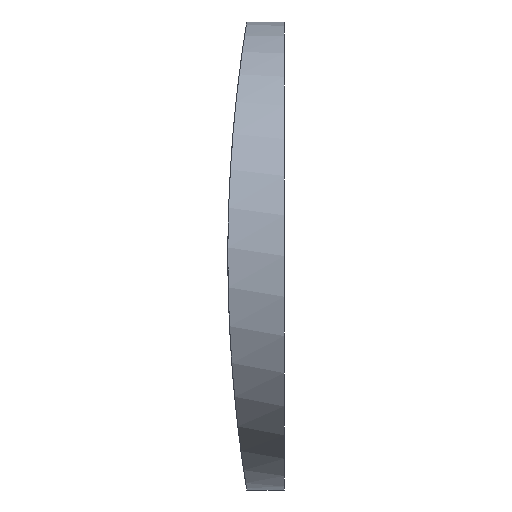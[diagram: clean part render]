
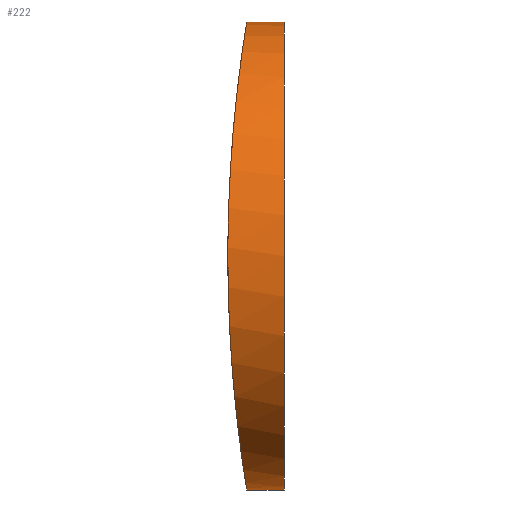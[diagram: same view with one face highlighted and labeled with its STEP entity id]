
A CAD part, front view. The second image highlights one B-rep face of the part: STEP entity #222.
In plain terms, the highlighted cylindrical face has radius 12.5 mm (diameter 25 mm), a partial arc.
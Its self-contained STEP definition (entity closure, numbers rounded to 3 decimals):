
#2 = CARTESIAN_POINT ( 'NONE',  ( -73.195, 0., 0.827 ) ) ;
#4 = DIRECTION ( 'NONE',  ( 0., 0., -1. ) ) ;
#5 = CARTESIAN_POINT ( 'NONE',  ( -72.181, 12.5, 12.5 ) ) ;
#6 = CARTESIAN_POINT ( 'NONE',  ( -73.023, 1.114, 5.174 ) ) ;
#7 = CARTESIAN_POINT ( 'NONE',  ( -73.069, 0.802, 4.423 ) ) ;
#8 = CARTESIAN_POINT ( 'NONE',  ( -73.144, 0.32, -2.838 ) ) ;
#10 = CARTESIAN_POINT ( 'NONE',  ( -72.997, 1.288, 5.542 ) ) ;
#11 = CARTESIAN_POINT ( 'NONE',  ( -72.656, 3.952, 9.129 ) ) ;
#13 = EDGE_CURVE ( 'NONE', #96, #184, #108, .T. ) ;
#14 = CARTESIAN_POINT ( 'NONE',  ( -72.378, 6.956, 11.233 ) ) ;
#16 = CARTESIAN_POINT ( 'NONE',  ( -72.307, 8.09, 11.703 ) ) ;
#18 = CARTESIAN_POINT ( 'NONE',  ( -72.525, 5.221, 10.17 ) ) ;
#20 = VECTOR ( 'NONE', #152, 1000. ) ;
#24 = CARTESIAN_POINT ( 'NONE',  ( -72.181, 12.5, -12.5 ) ) ;
#28 = CARTESIAN_POINT ( 'NONE',  ( -73.127, 0.425, 3.257 ) ) ;
#29 = B_SPLINE_CURVE_WITH_KNOTS ( 'NONE', 3,
 ( #41, #127, #39, #33, #34, #35, #16, #14, #31, #18, #104, #215, #11, #58, #59, #37, #52, #10, #6, #7, #87, #28, #55, #50, #2, #194, #60, #8, #172, #90, #94, #91, #120, #191, #117, #129, #130, #121, #139, #122, #126, #131, #133, #136, #142, #143, #145, #153, #155, #141 ),
 .UNSPECIFIED., .F., .F.,
 ( 4, 2, 2, 2, 2, 2, 2, 2, 2, 2, 2, 2, 2, 2, 2, 2, 2, 2, 2, 2, 2, 2, 2, 2, 4 ),
 ( 0.02, 0.022, 0.023, 0.024, 0.027, 0.028, 0.029, 0.032, 0.033, 0.034, 0.035, 0.037, 0.039, 0.042, 0.043, 0.044, 0.046, 0.048, 0.049, 0.051, 0.053, 0.054, 0.055, 0.056, 0.059 ),
 .UNSPECIFIED. ) ;
#31 = CARTESIAN_POINT ( 'NONE',  ( -72.433, 6.238, 10.849 ) ) ;
#33 = CARTESIAN_POINT ( 'NONE',  ( -72.232, 9.662, 12.18 ) ) ;
#34 = CARTESIAN_POINT ( 'NONE',  ( -72.248, 9.265, 12.081 ) ) ;
#35 = CARTESIAN_POINT ( 'NONE',  ( -72.285, 8.48, 11.843 ) ) ;
#37 = CARTESIAN_POINT ( 'NONE',  ( -72.913, 1.886, 6.616 ) ) ;
#39 = CARTESIAN_POINT ( 'NONE',  ( -72.194, 10.861, 12.419 ) ) ;
#41 = CARTESIAN_POINT ( 'NONE',  ( -72.181, 12.5, 12.5 ) ) ;
#50 = CARTESIAN_POINT ( 'NONE',  ( -73.182, 0.081, 1.645 ) ) ;
#52 = CARTESIAN_POINT ( 'NONE',  ( -72.942, 1.674, 6.262 ) ) ;
#53 = FACE_OUTER_BOUND ( 'NONE', #63, .T. ) ;
#54 = CARTESIAN_POINT ( 'NONE',  ( -70.185, 12.5, 12.5 ) ) ;
#55 = CARTESIAN_POINT ( 'NONE',  ( -73.143, 0.324, 2.856 ) ) ;
#58 = CARTESIAN_POINT ( 'NONE',  ( -72.755, 3.089, 8.267 ) ) ;
#59 = CARTESIAN_POINT ( 'NONE',  ( -72.821, 2.572, 7.639 ) ) ;
#60 = CARTESIAN_POINT ( 'NONE',  ( -73.182, 0.081, -1.639 ) ) ;
#63 = EDGE_LOOP ( 'NONE', ( #204, #231, #66, #200 ) ) ;
#66 = ORIENTED_EDGE ( 'NONE', *, *, #217, .T. ) ;
#83 = EDGE_CURVE ( 'NONE', #184, #148, #226, .T. ) ;
#86 = VERTEX_POINT ( 'NONE', #24 ) ;
#87 = CARTESIAN_POINT ( 'NONE',  ( -73.09, 0.664, 4.04 ) ) ;
#90 = CARTESIAN_POINT ( 'NONE',  ( -73.092, 0.657, -4.02 ) ) ;
#91 = CARTESIAN_POINT ( 'NONE',  ( -73., 1.267, -5.544 ) ) ;
#94 = CARTESIAN_POINT ( 'NONE',  ( -73.07, 0.797, -4.41 ) ) ;
#96 = VERTEX_POINT ( 'NONE', #5 ) ;
#98 = LINE ( 'NONE', #161, #20 ) ;
#99 = AXIS2_PLACEMENT_3D ( 'NONE', #170, #157, #158 ) ;
#102 = CARTESIAN_POINT ( 'NONE',  ( -70.185, 12.5, -12.5 ) ) ;
#104 = CARTESIAN_POINT ( 'NONE',  ( -72.558, 4.89, 9.925 ) ) ;
#108 = LINE ( 'NONE', #180, #219 ) ;
#117 = CARTESIAN_POINT ( 'NONE',  ( -72.821, 2.575, -7.611 ) ) ;
#118 = CYLINDRICAL_SURFACE ( 'NONE', #99, 12.5 ) ;
#120 = CARTESIAN_POINT ( 'NONE',  ( -72.945, 1.651, -6.261 ) ) ;
#121 = CARTESIAN_POINT ( 'NONE',  ( -72.624, 4.233, -9.411 ) ) ;
#122 = CARTESIAN_POINT ( 'NONE',  ( -72.465, 5.884, -10.614 ) ) ;
#126 = CARTESIAN_POINT ( 'NONE',  ( -72.436, 6.238, -10.826 ) ) ;
#127 = CARTESIAN_POINT ( 'NONE',  ( -72.181, 11.673, 12.5 ) ) ;
#129 = CARTESIAN_POINT ( 'NONE',  ( -72.756, 3.096, -8.246 ) ) ;
#130 = CARTESIAN_POINT ( 'NONE',  ( -72.723, 3.371, -8.548 ) ) ;
#131 = CARTESIAN_POINT ( 'NONE',  ( -72.38, 6.958, -11.212 ) ) ;
#133 = CARTESIAN_POINT ( 'NONE',  ( -72.355, 7.326, -11.386 ) ) ;
#136 = CARTESIAN_POINT ( 'NONE',  ( -72.308, 8.077, -11.698 ) ) ;
#139 = CARTESIAN_POINT ( 'NONE',  ( -72.558, 4.861, -9.928 ) ) ;
#141 = CARTESIAN_POINT ( 'NONE',  ( -72.181, 12.5, -12.5 ) ) ;
#142 = CARTESIAN_POINT ( 'NONE',  ( -72.286, 8.46, -11.836 ) ) ;
#143 = CARTESIAN_POINT ( 'NONE',  ( -72.249, 9.243, -12.075 ) ) ;
#144 = DIRECTION ( 'NONE',  ( 1., 0., 0. ) ) ;
#145 = CARTESIAN_POINT ( 'NONE',  ( -72.233, 9.644, -12.176 ) ) ;
#148 = VERTEX_POINT ( 'NONE', #102 ) ;
#152 = DIRECTION ( 'NONE',  ( 1., 0., 0. ) ) ;
#153 = CARTESIAN_POINT ( 'NONE',  ( -72.194, 10.856, -12.419 ) ) ;
#155 = CARTESIAN_POINT ( 'NONE',  ( -72.181, 11.673, -12.5 ) ) ;
#157 = DIRECTION ( 'NONE',  ( 1., 0., 0. ) ) ;
#158 = DIRECTION ( 'NONE',  ( 0., 0., -1. ) ) ;
#161 = CARTESIAN_POINT ( 'NONE',  ( -82.885, 12.5, -12.5 ) ) ;
#170 = CARTESIAN_POINT ( 'NONE',  ( -82.885, 12.5, 0. ) ) ;
#172 = CARTESIAN_POINT ( 'NONE',  ( -73.128, 0.419, -3.234 ) ) ;
#180 = CARTESIAN_POINT ( 'NONE',  ( -82.885, 12.5, 12.5 ) ) ;
#182 = EDGE_CURVE ( 'NONE', #96, #86, #29, .T. ) ;
#184 = VERTEX_POINT ( 'NONE', #54 ) ;
#187 = AXIS2_PLACEMENT_3D ( 'NONE', #221, #211, #4 ) ;
#191 = CARTESIAN_POINT ( 'NONE',  ( -72.853, 2.33, -7.279 ) ) ;
#194 = CARTESIAN_POINT ( 'NONE',  ( -73.195, 0., -0.826 ) ) ;
#200 = ORIENTED_EDGE ( 'NONE', *, *, #83, .F. ) ;
#204 = ORIENTED_EDGE ( 'NONE', *, *, #13, .F. ) ;
#211 = DIRECTION ( 'NONE',  ( 1., 0., 0. ) ) ;
#215 = CARTESIAN_POINT ( 'NONE',  ( -72.623, 4.254, 9.404 ) ) ;
#217 = EDGE_CURVE ( 'NONE', #86, #148, #98, .T. ) ;
#219 = VECTOR ( 'NONE', #144, 1000. ) ;
#221 = CARTESIAN_POINT ( 'NONE',  ( -70.185, 12.5, 0. ) ) ;
#222 = ADVANCED_FACE ( 'NONE', ( #53 ), #118, .T. ) ;
#226 = CIRCLE ( 'NONE', #187, 12.5 ) ;
#231 = ORIENTED_EDGE ( 'NONE', *, *, #182, .T. ) ;
